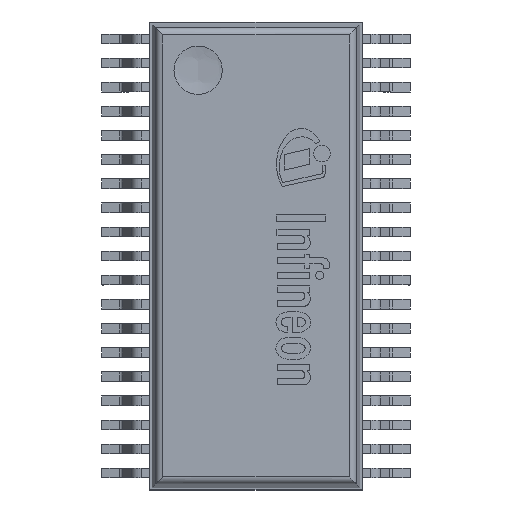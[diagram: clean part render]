
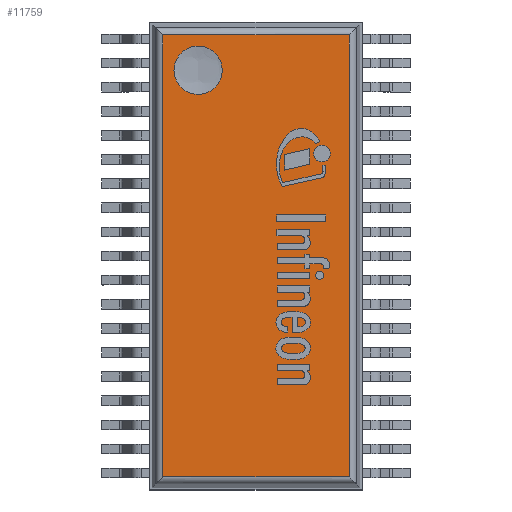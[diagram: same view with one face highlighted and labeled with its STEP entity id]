
A CAD part, top view. The second image highlights one B-rep face of the part: STEP entity #11759.
In plain terms, the highlighted planar face has unit normal (0, 0, 1).
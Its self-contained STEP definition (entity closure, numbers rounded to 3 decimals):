
#43=FACE_BOUND('',#1719,.T.);
#217=CIRCLE('',#12609,0.5);
#1038=FACE_OUTER_BOUND('',#1718,.T.);
#1718=EDGE_LOOP('',(#9294,#9295,#9296,#9297));
#1719=EDGE_LOOP('',(#9298));
#2748=LINE('',#18627,#4081);
#2749=LINE('',#18629,#4082);
#2750=LINE('',#18631,#4083);
#2751=LINE('',#18632,#4084);
#4081=VECTOR('',#14795,1000.);
#4082=VECTOR('',#14796,1000.);
#4083=VECTOR('',#14797,1000.);
#4084=VECTOR('',#14798,1000.);
#5285=VERTEX_POINT('',#18597);
#5294=VERTEX_POINT('',#18625);
#5295=VERTEX_POINT('',#18626);
#5296=VERTEX_POINT('',#18628);
#5297=VERTEX_POINT('',#18630);
#6706=EDGE_CURVE('',#5285,#5285,#217,.T.);
#6719=EDGE_CURVE('',#5294,#5295,#2748,.T.);
#6720=EDGE_CURVE('',#5295,#5296,#2749,.T.);
#6721=EDGE_CURVE('',#5296,#5297,#2750,.T.);
#6722=EDGE_CURVE('',#5297,#5294,#2751,.T.);
#9294=ORIENTED_EDGE('',*,*,#6719,.T.);
#9295=ORIENTED_EDGE('',*,*,#6720,.T.);
#9296=ORIENTED_EDGE('',*,*,#6721,.T.);
#9297=ORIENTED_EDGE('',*,*,#6722,.T.);
#9298=ORIENTED_EDGE('',*,*,#6706,.F.);
#11178=PLANE('',#12614);
#11759=ADVANCED_FACE('',(#1038,#43),#11178,.T.);
#12609=AXIS2_PLACEMENT_3D('',#18599,#14771,#14772);
#12614=AXIS2_PLACEMENT_3D('',#18624,#14793,#14794);
#14771=DIRECTION('center_axis',(0.,0.,1.));
#14772=DIRECTION('ref_axis',(1.,0.,0.));
#14793=DIRECTION('center_axis',(0.,0.,1.));
#14794=DIRECTION('ref_axis',(1.,0.,0.));
#14795=DIRECTION('',(0.,1.,0.));
#14796=DIRECTION('',(-1.,0.,0.));
#14797=DIRECTION('',(0.,-1.,0.));
#14798=DIRECTION('',(1.,0.,0.));
#18597=CARTESIAN_POINT('',(-1.7,3.85,1.1));
#18599=CARTESIAN_POINT('Origin',(-1.2,3.85,1.1));
#18624=CARTESIAN_POINT('Origin',(0.,0.,1.1));
#18625=CARTESIAN_POINT('',(1.93,-4.58,1.1));
#18626=CARTESIAN_POINT('',(1.93,4.58,1.1));
#18627=CARTESIAN_POINT('',(1.93,4.697,1.1));
#18628=CARTESIAN_POINT('',(-1.93,4.58,1.1));
#18629=CARTESIAN_POINT('',(-2.047,4.58,1.1));
#18630=CARTESIAN_POINT('',(-1.93,-4.58,1.1));
#18631=CARTESIAN_POINT('',(-1.93,-4.697,1.1));
#18632=CARTESIAN_POINT('',(2.047,-4.58,1.1));
